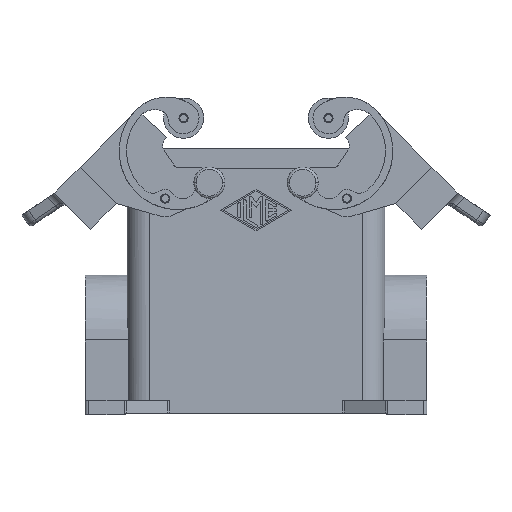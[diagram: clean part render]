
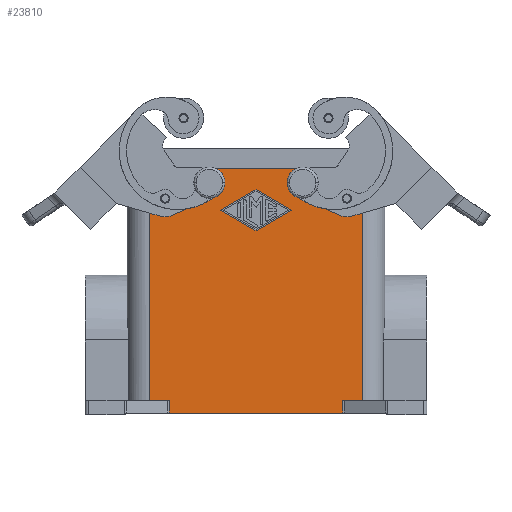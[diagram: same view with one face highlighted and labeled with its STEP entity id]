
A CAD part, front view. The second image highlights one B-rep face of the part: STEP entity #23810.
In plain terms, the highlighted planar face has unit normal (0, -1, 0).
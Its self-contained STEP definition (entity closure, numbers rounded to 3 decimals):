
#5340=CARTESIAN_POINT('',(-23.791,-21.75,-43.5));
#5350=VERTEX_POINT('',#5340);
#5380=CARTESIAN_POINT('',(-23.791,-21.75,-43.5));
#5390=DIRECTION('',(1.,0.,0.));
#5400=VECTOR('',#5390,47.581);
#5410=LINE('',#5380,#5400);
#5420=CARTESIAN_POINT('',(23.791,-21.75,-43.5));
#5430=VERTEX_POINT('',#5420);
#5440=EDGE_CURVE('',#5350,#5430,#5410,.T.);
#7990=CARTESIAN_POINT('',(-9.75,-21.75,12.));
#8000=VERTEX_POINT('',#7990);
#8170=CARTESIAN_POINT('',(0.,-21.75,6.375));
#8180=VERTEX_POINT('',#8170);
#8210=CARTESIAN_POINT('',(0.,-21.75,6.375));
#8220=DIRECTION('',(0.866,0.,-0.5));
#8230=VECTOR('',#8220,1.);
#8240=LINE('',#8210,#8230);
#8250=EDGE_CURVE('',#8000,#8180,#8240,.T.);
#15470=CARTESIAN_POINT('',(29.25,-21.75,23.5));
#15480=VERTEX_POINT('',#15470);
#15510=CARTESIAN_POINT('',(-29.25,-21.75,23.5));
#15520=DIRECTION('',(1.,0.,0.));
#15530=VECTOR('',#15520,58.5);
#15540=LINE('',#15510,#15530);
#15550=CARTESIAN_POINT('',(-29.25,-21.75,23.5));
#15560=VERTEX_POINT('',#15550);
#15570=EDGE_CURVE('',#15560,#15480,#15540,.T.);
#20220=CARTESIAN_POINT('',(23.791,-21.75,-40.));
#20230=VERTEX_POINT('',#20220);
#20260=CARTESIAN_POINT('',(29.25,-21.75,-40.));
#20270=DIRECTION('',(-1.,0.,0.));
#20280=VECTOR('',#20270,5.459);
#20290=LINE('',#20260,#20280);
#20300=CARTESIAN_POINT('',(29.25,-21.75,-40.));
#20310=VERTEX_POINT('',#20300);
#20320=EDGE_CURVE('',#20310,#20230,#20290,.T.);
#22780=CARTESIAN_POINT('',(23.791,-21.75,-43.5));
#22790=DIRECTION('',(0.,0.,1.));
#22800=VECTOR('',#22790,3.5);
#22810=LINE('',#22780,#22800);
#22820=EDGE_CURVE('',#5430,#20230,#22810,.T.);
#22870=CARTESIAN_POINT('',(-29.25,-21.75,1.5));
#22880=DIRECTION('',(0.,1.,0.));
#22890=DIRECTION('',(0.,0.,1.));
#22900=AXIS2_PLACEMENT_3D('',#22870,#22880,#22890);
#22910=PLANE('',#22900);
#22920=CARTESIAN_POINT('',(-23.791,-21.75,-43.5));
#22930=DIRECTION('',(0.,0.,1.));
#22940=VECTOR('',#22930,3.5);
#22950=LINE('',#22920,#22940);
#22960=CARTESIAN_POINT('',(-23.791,-21.75,-40.));
#22970=VERTEX_POINT('',#22960);
#22980=EDGE_CURVE('',#5350,#22970,#22950,.T.);
#22990=ORIENTED_EDGE('',*,*,#22980,.F.);
#23000=CARTESIAN_POINT('',(-29.25,-21.75,-40.));
#23010=DIRECTION('',(1.,0.,0.));
#23020=VECTOR('',#23010,5.459);
#23030=LINE('',#23000,#23020);
#23040=CARTESIAN_POINT('',(-29.25,-21.75,-40.));
#23050=VERTEX_POINT('',#23040);
#23060=EDGE_CURVE('',#23050,#22970,#23030,.T.);
#23070=ORIENTED_EDGE('',*,*,#23060,.T.);
#23080=CARTESIAN_POINT('',(-29.25,-21.75,23.5));
#23090=DIRECTION('',(0.,0.,-1.));
#23100=VECTOR('',#23090,63.5);
#23110=LINE('',#23080,#23100);
#23120=EDGE_CURVE('',#15560,#23050,#23110,.T.);
#23130=ORIENTED_EDGE('',*,*,#23120,.T.);
#23140=ORIENTED_EDGE('',*,*,#15570,.F.);
#23150=CARTESIAN_POINT('',(29.25,-21.75,23.5));
#23160=DIRECTION('',(0.,0.,-1.));
#23170=VECTOR('',#23160,63.5);
#23180=LINE('',#23150,#23170);
#23190=EDGE_CURVE('',#15480,#20310,#23180,.T.);
#23200=ORIENTED_EDGE('',*,*,#23190,.F.);
#23210=ORIENTED_EDGE('',*,*,#20320,.F.);
#23220=ORIENTED_EDGE('',*,*,#22820,.T.);
#23230=ORIENTED_EDGE('',*,*,#5440,.T.);
#23240=EDGE_LOOP('',(#23230,#23220,#23210,#23200,#23140,#23130,#23070,
#22990));
#23250=FACE_OUTER_BOUND('',#23240,.T.);
#23260=CARTESIAN_POINT('',(12.75,-21.75,19.5));
#23270=DIRECTION('',(-0.,-1.,-0.));
#23280=DIRECTION('',(0.,0.,1.));
#23290=AXIS2_PLACEMENT_3D('',#23260,#23270,#23280);
#23300=CIRCLE('',#23290,2.5);
#23310=CARTESIAN_POINT('',(12.75,-21.75,17.));
#23320=VERTEX_POINT('',#23310);
#23330=CARTESIAN_POINT('',(12.75,-21.75,22.));
#23340=VERTEX_POINT('',#23330);
#23350=EDGE_CURVE('',#23320,#23340,#23300,.T.);
#23360=ORIENTED_EDGE('',*,*,#23350,.F.);
#23370=EDGE_CURVE('',#23340,#23320,#23300,.T.);
#23380=ORIENTED_EDGE('',*,*,#23370,.F.);
#23390=EDGE_LOOP('',(#23380,#23360));
#23400=FACE_BOUND('',#23390,.T.);
#23410=CARTESIAN_POINT('',(-12.75,-21.75,19.5));
#23420=DIRECTION('',(-0.,1.,-0.));
#23430=DIRECTION('',(0.,0.,1.));
#23440=AXIS2_PLACEMENT_3D('',#23410,#23420,#23430);
#23450=CIRCLE('',#23440,2.5);
#23460=CARTESIAN_POINT('',(-12.75,-21.75,17.));
#23470=VERTEX_POINT('',#23460);
#23480=CARTESIAN_POINT('',(-12.75,-21.75,22.));
#23490=VERTEX_POINT('',#23480);
#23500=EDGE_CURVE('',#23470,#23490,#23450,.T.);
#23510=ORIENTED_EDGE('',*,*,#23500,.T.);
#23520=EDGE_CURVE('',#23490,#23470,#23450,.T.);
#23530=ORIENTED_EDGE('',*,*,#23520,.T.);
#23540=EDGE_LOOP('',(#23530,#23510));
#23550=FACE_BOUND('',#23540,.T.);
#23560=CARTESIAN_POINT('',(0.,-21.75,6.375));
#23570=DIRECTION('',(0.866,0.,0.5));
#23580=VECTOR('',#23570,1.);
#23590=LINE('',#23560,#23580);
#23600=CARTESIAN_POINT('',(9.75,-21.75,12.));
#23610=VERTEX_POINT('',#23600);
#23620=EDGE_CURVE('',#8180,#23610,#23590,.T.);
#23630=ORIENTED_EDGE('',*,*,#23620,.F.);
#23640=CARTESIAN_POINT('',(0.,-21.75,17.625));
#23650=DIRECTION('',(-0.866,0.,0.5));
#23660=VECTOR('',#23650,1.);
#23670=LINE('',#23640,#23660);
#23680=CARTESIAN_POINT('',(0.,-21.75,17.625));
#23690=VERTEX_POINT('',#23680);
#23700=EDGE_CURVE('',#23610,#23690,#23670,.T.);
#23710=ORIENTED_EDGE('',*,*,#23700,.F.);
#23720=CARTESIAN_POINT('',(0.,-21.75,17.625));
#23730=DIRECTION('',(-0.866,0.,-0.5));
#23740=VECTOR('',#23730,1.);
#23750=LINE('',#23720,#23740);
#23760=EDGE_CURVE('',#23690,#8000,#23750,.T.);
#23770=ORIENTED_EDGE('',*,*,#23760,.F.);
#23780=ORIENTED_EDGE('',*,*,#8250,.F.);
#23790=EDGE_LOOP('',(#23780,#23770,#23710,#23630));
#23800=FACE_BOUND('',#23790,.T.);
#23810=ADVANCED_FACE('',(#23250,#23400,#23550,#23800),#22910,.F.);
